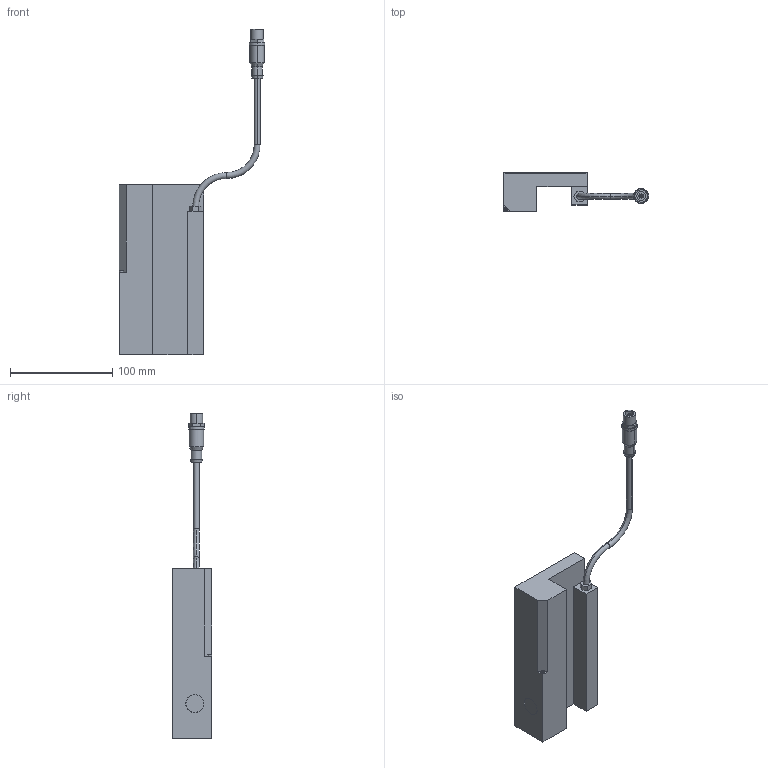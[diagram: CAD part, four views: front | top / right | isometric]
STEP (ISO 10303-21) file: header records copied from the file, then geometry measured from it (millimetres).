
FILE_DESCRIPTION( ( '' ), '1' );
FILE_NAME( 'LKE3501AS1---.stp', '2020-04-16T09:52:59', ( '' ), ( '' ), ' ', ' ', ' ' );
FILE_SCHEMA( ( 'automotive_design' ) );
Length unit declared in the file: millimetre
Products named in the file (1): 1
Bounding box: 142.2 x 38.65 x 318.1 mm (x, y, z)
Volume: 372481.3 mm3; surface area: 59450.5 mm2
Topology: 1 solids, 1 shells, 367 faces, 909 edges, 596 vertices
Faces by surface type: cylinder 202, plane 145, cone 16, torus 4
Entity records: 21530 total; most frequent: DIRECTION 2087, STYLED_ITEM 1873, PRESENTATION_STYLE_ASSIGNMENT 1873, CARTESIAN_POINT 1873, COLOUR_RGB 1873, ORIENTED_EDGE 1818, EDGE_CURVE 909, CURVE_STYLE 909
